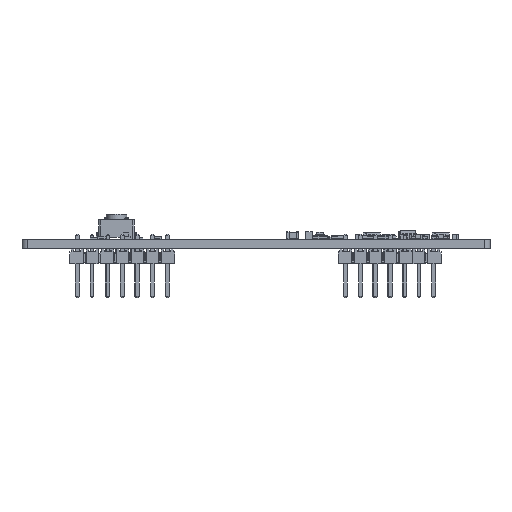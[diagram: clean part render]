
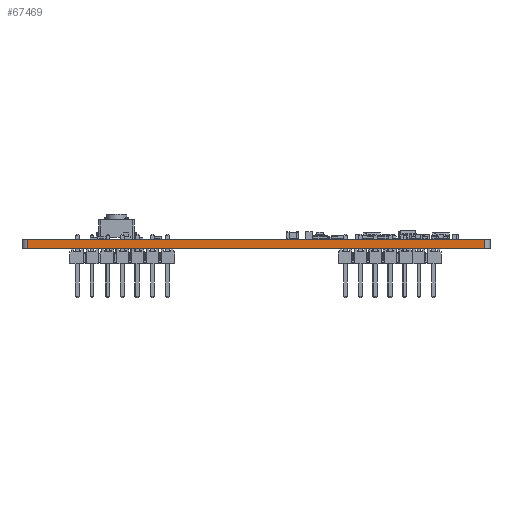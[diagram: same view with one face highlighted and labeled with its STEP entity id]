
A CAD part, front view. The second image highlights one B-rep face of the part: STEP entity #67469.
In plain terms, the highlighted planar face has unit normal (0, -1, 0).
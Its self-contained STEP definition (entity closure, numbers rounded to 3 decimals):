
#67469 = ADVANCED_FACE('',(#67470),#67484,.F.);
#67470 = FACE_BOUND('',#67471,.F.);
#67471 = EDGE_LOOP('',(#67472,#67507,#67535,#67563));
#67472 = ORIENTED_EDGE('',*,*,#67473,.T.);
#67473 = EDGE_CURVE('',#67474,#67476,#67478,.T.);
#67474 = VERTEX_POINT('',#67475);
#67475 = CARTESIAN_POINT('',(106.,-130.,0.));
#67476 = VERTEX_POINT('',#67477);
#67477 = CARTESIAN_POINT('',(106.,-130.,1.6));
#67478 = SURFACE_CURVE('',#67479,(#67483,#67495),.PCURVE_S1.);
#67479 = LINE('',#67480,#67481);
#67480 = CARTESIAN_POINT('',(106.,-130.,0.));
#67481 = VECTOR('',#67482,1.);
#67482 = DIRECTION('',(0.,0.,1.));
#67483 = PCURVE('',#67484,#67489);
#67484 = PLANE('',#67485);
#67485 = AXIS2_PLACEMENT_3D('',#67486,#67487,#67488);
#67486 = CARTESIAN_POINT('',(106.,-130.,0.));
#67487 = DIRECTION('',(0.,1.,0.));
#67488 = DIRECTION('',(1.,0.,0.));
#67489 = DEFINITIONAL_REPRESENTATION('',(#67490),#67494);
#67490 = LINE('',#67491,#67492);
#67491 = CARTESIAN_POINT('',(0.,0.));
#67492 = VECTOR('',#67493,1.);
#67493 = DIRECTION('',(0.,-1.));
#67494 = ( GEOMETRIC_REPRESENTATION_CONTEXT(2) 
PARAMETRIC_REPRESENTATION_CONTEXT() REPRESENTATION_CONTEXT('2D SPACE',''
  ) );
#67495 = PCURVE('',#67496,#67501);
#67496 = CYLINDRICAL_SURFACE('',#67497,1.);
#67497 = AXIS2_PLACEMENT_3D('',#67498,#67499,#67500);
#67498 = CARTESIAN_POINT('',(106.,-129.,0.));
#67499 = DIRECTION('',(0.,0.,-1.));
#67500 = DIRECTION('',(1.,0.,0.));
#67501 = DEFINITIONAL_REPRESENTATION('',(#67502),#67506);
#67502 = LINE('',#67503,#67504);
#67503 = CARTESIAN_POINT('',(-4.712,0.));
#67504 = VECTOR('',#67505,1.);
#67505 = DIRECTION('',(0.,-1.));
#67506 = ( GEOMETRIC_REPRESENTATION_CONTEXT(2) 
PARAMETRIC_REPRESENTATION_CONTEXT() REPRESENTATION_CONTEXT('2D SPACE',''
  ) );
#67507 = ORIENTED_EDGE('',*,*,#67508,.T.);
#67508 = EDGE_CURVE('',#67476,#67509,#67511,.T.);
#67509 = VERTEX_POINT('',#67510);
#67510 = CARTESIAN_POINT('',(184.,-130.,1.6));
#67511 = SURFACE_CURVE('',#67512,(#67516,#67523),.PCURVE_S1.);
#67512 = LINE('',#67513,#67514);
#67513 = CARTESIAN_POINT('',(106.,-130.,1.6));
#67514 = VECTOR('',#67515,1.);
#67515 = DIRECTION('',(1.,0.,0.));
#67516 = PCURVE('',#67484,#67517);
#67517 = DEFINITIONAL_REPRESENTATION('',(#67518),#67522);
#67518 = LINE('',#67519,#67520);
#67519 = CARTESIAN_POINT('',(0.,-1.6));
#67520 = VECTOR('',#67521,1.);
#67521 = DIRECTION('',(1.,0.));
#67522 = ( GEOMETRIC_REPRESENTATION_CONTEXT(2) 
PARAMETRIC_REPRESENTATION_CONTEXT() REPRESENTATION_CONTEXT('2D SPACE',''
  ) );
#67523 = PCURVE('',#67524,#67529);
#67524 = PLANE('',#67525);
#67525 = AXIS2_PLACEMENT_3D('',#67526,#67527,#67528);
#67526 = CARTESIAN_POINT('',(145.,-90.,1.6));
#67527 = DIRECTION('',(0.,0.,1.));
#67528 = DIRECTION('',(1.,0.,0.));
#67529 = DEFINITIONAL_REPRESENTATION('',(#67530),#67534);
#67530 = LINE('',#67531,#67532);
#67531 = CARTESIAN_POINT('',(-39.,-40.));
#67532 = VECTOR('',#67533,1.);
#67533 = DIRECTION('',(1.,0.));
#67534 = ( GEOMETRIC_REPRESENTATION_CONTEXT(2) 
PARAMETRIC_REPRESENTATION_CONTEXT() REPRESENTATION_CONTEXT('2D SPACE',''
  ) );
#67535 = ORIENTED_EDGE('',*,*,#67536,.F.);
#67536 = EDGE_CURVE('',#67537,#67509,#67539,.T.);
#67537 = VERTEX_POINT('',#67538);
#67538 = CARTESIAN_POINT('',(184.,-130.,0.));
#67539 = SURFACE_CURVE('',#67540,(#67544,#67551),.PCURVE_S1.);
#67540 = LINE('',#67541,#67542);
#67541 = CARTESIAN_POINT('',(184.,-130.,0.));
#67542 = VECTOR('',#67543,1.);
#67543 = DIRECTION('',(0.,0.,1.));
#67544 = PCURVE('',#67484,#67545);
#67545 = DEFINITIONAL_REPRESENTATION('',(#67546),#67550);
#67546 = LINE('',#67547,#67548);
#67547 = CARTESIAN_POINT('',(78.,0.));
#67548 = VECTOR('',#67549,1.);
#67549 = DIRECTION('',(0.,-1.));
#67550 = ( GEOMETRIC_REPRESENTATION_CONTEXT(2) 
PARAMETRIC_REPRESENTATION_CONTEXT() REPRESENTATION_CONTEXT('2D SPACE',''
  ) );
#67551 = PCURVE('',#67552,#67557);
#67552 = CYLINDRICAL_SURFACE('',#67553,1.);
#67553 = AXIS2_PLACEMENT_3D('',#67554,#67555,#67556);
#67554 = CARTESIAN_POINT('',(184.,-129.,0.));
#67555 = DIRECTION('',(0.,0.,-1.));
#67556 = DIRECTION('',(1.,0.,0.));
#67557 = DEFINITIONAL_REPRESENTATION('',(#67558),#67562);
#67558 = LINE('',#67559,#67560);
#67559 = CARTESIAN_POINT('',(-4.712,0.));
#67560 = VECTOR('',#67561,1.);
#67561 = DIRECTION('',(0.,-1.));
#67562 = ( GEOMETRIC_REPRESENTATION_CONTEXT(2) 
PARAMETRIC_REPRESENTATION_CONTEXT() REPRESENTATION_CONTEXT('2D SPACE',''
  ) );
#67563 = ORIENTED_EDGE('',*,*,#67564,.F.);
#67564 = EDGE_CURVE('',#67474,#67537,#67565,.T.);
#67565 = SURFACE_CURVE('',#67566,(#67570,#67577),.PCURVE_S1.);
#67566 = LINE('',#67567,#67568);
#67567 = CARTESIAN_POINT('',(106.,-130.,0.));
#67568 = VECTOR('',#67569,1.);
#67569 = DIRECTION('',(1.,0.,0.));
#67570 = PCURVE('',#67484,#67571);
#67571 = DEFINITIONAL_REPRESENTATION('',(#67572),#67576);
#67572 = LINE('',#67573,#67574);
#67573 = CARTESIAN_POINT('',(0.,0.));
#67574 = VECTOR('',#67575,1.);
#67575 = DIRECTION('',(1.,0.));
#67576 = ( GEOMETRIC_REPRESENTATION_CONTEXT(2) 
PARAMETRIC_REPRESENTATION_CONTEXT() REPRESENTATION_CONTEXT('2D SPACE',''
  ) );
#67577 = PCURVE('',#67578,#67583);
#67578 = PLANE('',#67579);
#67579 = AXIS2_PLACEMENT_3D('',#67580,#67581,#67582);
#67580 = CARTESIAN_POINT('',(145.,-90.,0.));
#67581 = DIRECTION('',(0.,0.,1.));
#67582 = DIRECTION('',(1.,0.,0.));
#67583 = DEFINITIONAL_REPRESENTATION('',(#67584),#67588);
#67584 = LINE('',#67585,#67586);
#67585 = CARTESIAN_POINT('',(-39.,-40.));
#67586 = VECTOR('',#67587,1.);
#67587 = DIRECTION('',(1.,0.));
#67588 = ( GEOMETRIC_REPRESENTATION_CONTEXT(2) 
PARAMETRIC_REPRESENTATION_CONTEXT() REPRESENTATION_CONTEXT('2D SPACE',''
  ) );
